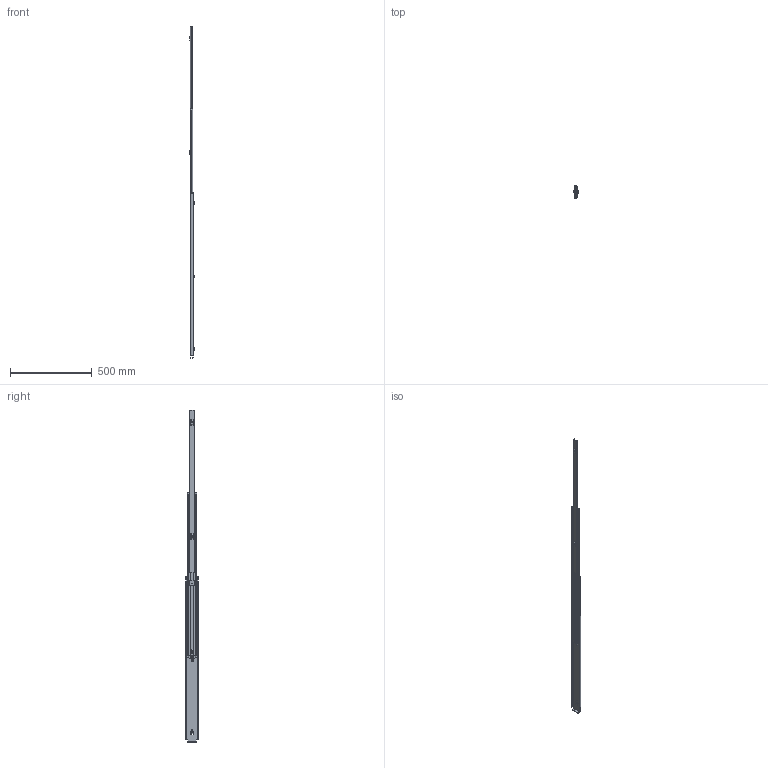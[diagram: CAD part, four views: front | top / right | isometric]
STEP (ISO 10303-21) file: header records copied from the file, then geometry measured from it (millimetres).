
FILE_DESCRIPTION (( 'STEP AP214' ), '1' );
FILE_NAME ('FR_5400_SMT.1016mm_40inch_1,5_open_right.STEP', '2022-10-27T07:25:15', ( '' ), ( '' ), 'SwSTEP 2.0', 'SolidWorks 2020', '' );
FILE_SCHEMA (( 'AUTOMOTIVE_DESIGN' ));
Length unit declared in the file: millimetre
Products named in the file (8): 5400.XXX-02.T114_NL 40; 5400.XXX-03.T114_NL 40; FR_5400_SMT.1016mm_40inch_1,5_open_right; 5400 Stop; 5400.XXX-01.T114 RIGHT_NL 40
Assembly tree (7 placements, depth 3):
  FR_5400_SMT.1016mm_40inch_1,5_open_right
    5400.XXX-01.T114 RIGHT_NL 40
      5400.XXX-01.T114 RIGHT_NL 40
    5400.XXX-03.T114_NL 40
      5400.XXX-03.T114_NL 40
    5400.XXX-02.T114_NL 40
      5400.XXX-02.T114_NL 40
      5400 Stop
Bounding box: 29.79 x 76.19 x 2032 mm (x, y, z)
Volume: 656584.7 mm3; surface area: 555991.5 mm2
Topology: 4 solids, 4 shells, 618 faces, 1625 edges, 1000 vertices
Faces by surface type: plane 382, cylinder 215, bspline 21
Entity records: 19382 total; most frequent: CARTESIAN_POINT 3825, ORIENTED_EDGE 3250, DIRECTION 3177, EDGE_CURVE 1625, LINE 1133, VECTOR 1133, AXIS2_PLACEMENT_3D 1022, VERTEX_POINT 1000
